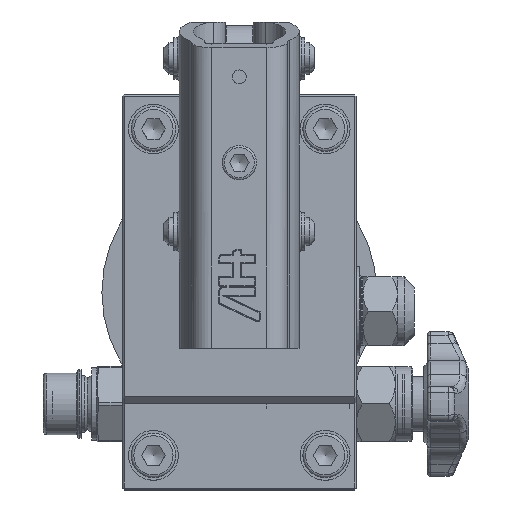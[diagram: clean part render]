
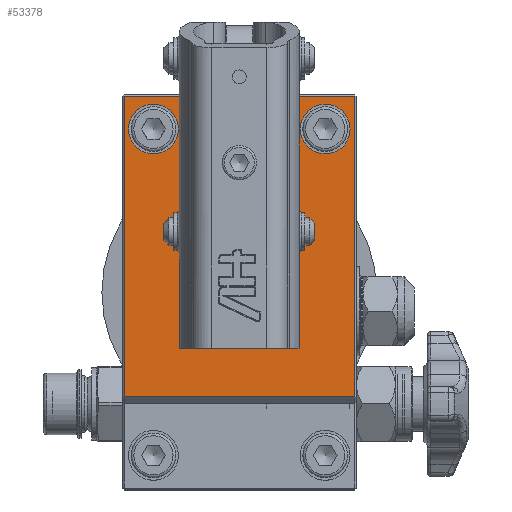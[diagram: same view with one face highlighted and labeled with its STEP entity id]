
A CAD part, top view. The second image highlights one B-rep face of the part: STEP entity #53378.
In plain terms, the highlighted planar face has unit normal (0, 0, 1).
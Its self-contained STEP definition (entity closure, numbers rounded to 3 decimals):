
#51629=CARTESIAN_POINT('',(67.5,114.5,48.));
#51630=VERTEX_POINT('',#51629);
#51663=CARTESIAN_POINT('',(0.5,114.5,48.));
#51664=VERTEX_POINT('',#51663);
#51671=CARTESIAN_POINT('',(0.5,114.5,48.));
#51672=DIRECTION('',(1.0,0.0,0.0));
#51673=VECTOR('',#51672,67.0);
#51674=LINE('',#51671,#51673);
#51675=EDGE_CURVE('',#51664,#51630,#51674,.T.);
#52465=CARTESIAN_POINT('',(67.5,27.,48.));
#52466=VERTEX_POINT('',#52465);
#52480=CARTESIAN_POINT('',(67.5,114.5,48.));
#52481=DIRECTION('',(0.0,-1.0,0.0));
#52482=VECTOR('',#52481,87.5);
#52483=LINE('',#52480,#52482);
#52484=EDGE_CURVE('',#51630,#52466,#52483,.T.);
#52598=CARTESIAN_POINT('',(0.5,27.,48.));
#52599=VERTEX_POINT('',#52598);
#52600=CARTESIAN_POINT('',(67.5,27.,48.));
#52601=DIRECTION('',(-1.0,0.0,0.0));
#52602=VECTOR('',#52601,67.);
#52603=LINE('',#52600,#52602);
#52604=EDGE_CURVE('',#52466,#52599,#52603,.T.);
#52634=CARTESIAN_POINT('',(0.5,27.,48.));
#52635=DIRECTION('',(0.0,1.0,0.0));
#52636=VECTOR('',#52635,87.5);
#52637=LINE('',#52634,#52636);
#52638=EDGE_CURVE('',#52599,#51664,#52637,.T.);
#53064=CARTESIAN_POINT('',(66.25,105.0,48.));
#53065=VERTEX_POINT('',#53064);
#53066=CARTESIAN_POINT('',(59.,105.0,48.));
#53067=DIRECTION('',(0.0,0.0,-1.0));
#53068=DIRECTION('',(-1.0,0.0,0.0));
#53069=AXIS2_PLACEMENT_3D('',#53066,#53067,#53068);
#53070=CIRCLE('',#53069,7.25);
#53071=EDGE_CURVE('',#53065,#53065,#53070,.T.);
#53112=CARTESIAN_POINT('',(16.25,105.0,48.));
#53113=VERTEX_POINT('',#53112);
#53114=CARTESIAN_POINT('',(9.,105.0,48.));
#53115=DIRECTION('',(0.0,0.0,-1.0));
#53116=DIRECTION('',(-1.0,0.0,0.0));
#53117=AXIS2_PLACEMENT_3D('',#53114,#53115,#53116);
#53118=CIRCLE('',#53117,7.25);
#53119=EDGE_CURVE('',#53113,#53113,#53118,.T.);
#53350=CARTESIAN_POINT('',(34.,57.5,48.));
#53351=DIRECTION('',(0.0,0.0,1.0));
#53352=DIRECTION('',(1.0,0.0,0.0));
#53353=AXIS2_PLACEMENT_3D('',#53350,#53351,#53352);
#53354=PLANE('',#53353);
#53355=ORIENTED_EDGE('',*,*,#52604,.F.);
#53356=ORIENTED_EDGE('',*,*,#52484,.F.);
#53357=ORIENTED_EDGE('',*,*,#51675,.F.);
#53358=ORIENTED_EDGE('',*,*,#52638,.F.);
#53359=EDGE_LOOP('',(#53355,#53356,#53357,#53358));
#53360=FACE_OUTER_BOUND('',#53359,.T.);
#53361=ORIENTED_EDGE('',*,*,#53071,.T.);
#53362=EDGE_LOOP('',(#53361));
#53363=FACE_BOUND('',#53362,.T.);
#53364=ORIENTED_EDGE('',*,*,#53119,.T.);
#53365=EDGE_LOOP('',(#53364));
#53366=FACE_BOUND('',#53365,.T.);
#53367=CARTESIAN_POINT('',(19.25,75.0,48.));
#53368=VERTEX_POINT('',#53367);
#53369=CARTESIAN_POINT('',(34.,75.0,48.));
#53370=DIRECTION('',(0.0,0.0,1.0));
#53371=DIRECTION('',(1.0,0.0,0.0));
#53372=AXIS2_PLACEMENT_3D('',#53369,#53370,#53371);
#53373=CIRCLE('',#53372,14.75);
#53374=EDGE_CURVE('',#53368,#53368,#53373,.T.);
#53375=ORIENTED_EDGE('',*,*,#53374,.F.);
#53376=EDGE_LOOP('',(#53375));
#53377=FACE_BOUND('',#53376,.T.);
#53378=ADVANCED_FACE('',(#53360,#53363,#53366,#53377),#53354,.T.);
